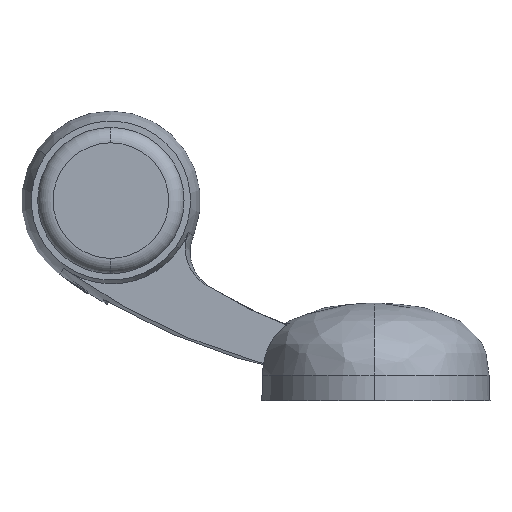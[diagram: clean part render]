
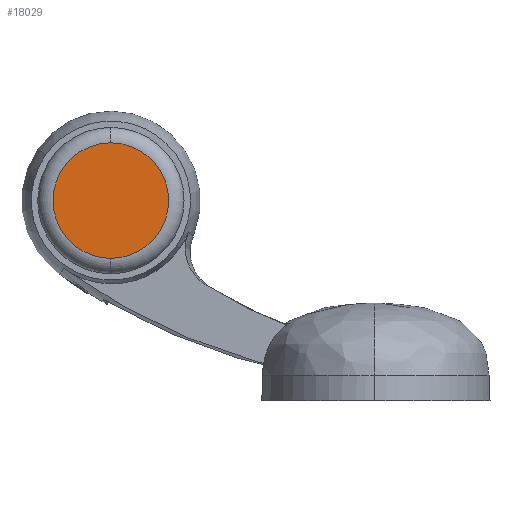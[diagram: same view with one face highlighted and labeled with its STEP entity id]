
A CAD part, left-side view. The second image highlights one B-rep face of the part: STEP entity #18029.
In plain terms, the highlighted planar face has unit normal (-1, 0, 0).
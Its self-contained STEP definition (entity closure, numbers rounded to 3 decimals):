
#450 = DIRECTION ( 'NONE',  ( 0., 0., -1. ) ) ;
#4452 = EDGE_CURVE ( 'NONE', #22776, #37697, #37657, .T. ) ;
#4909 = CARTESIAN_POINT ( 'NONE',  ( -136., 0., 0. ) ) ;
#6466 = FACE_OUTER_BOUND ( 'NONE', #39210, .T. ) ;
#8450 = CARTESIAN_POINT ( 'NONE',  ( -136., 0., 0. ) ) ;
#13040 = DIRECTION ( 'NONE',  ( 0., 0., -1. ) ) ;
#15044 = ORIENTED_EDGE ( 'NONE', *, *, #4452, .F. ) ;
#18029 = ADVANCED_FACE ( 'NONE', ( #6466 ), #38635, .T. ) ;
#18462 = AXIS2_PLACEMENT_3D ( 'NONE', #4909, #45231, #30193 ) ;
#19497 = DIRECTION ( 'NONE',  ( 1., 0., 0. ) ) ;
#22776 = VERTEX_POINT ( 'NONE', #32869 ) ;
#25568 = CIRCLE ( 'NONE', #18462, 11.25 ) ;
#27087 = EDGE_CURVE ( 'NONE', #37697, #22776, #25568, .T. ) ;
#27766 = CARTESIAN_POINT ( 'NONE',  ( -136., 0., 0. ) ) ;
#29857 = CARTESIAN_POINT ( 'NONE',  ( -136., 0., -11.25 ) ) ;
#30193 = DIRECTION ( 'NONE',  ( 0., 0., -1. ) ) ;
#32869 = CARTESIAN_POINT ( 'NONE',  ( -136., 0., 11.25 ) ) ;
#36578 = AXIS2_PLACEMENT_3D ( 'NONE', #27766, #38174, #13040 ) ;
#37657 = CIRCLE ( 'NONE', #38914, 11.25 ) ;
#37697 = VERTEX_POINT ( 'NONE', #29857 ) ;
#38174 = DIRECTION ( 'NONE',  ( -1., 0., 0. ) ) ;
#38635 = PLANE ( 'NONE',  #36578 ) ;
#38914 = AXIS2_PLACEMENT_3D ( 'NONE', #8450, #19497, #450 ) ;
#39210 = EDGE_LOOP ( 'NONE', ( #46698, #15044 ) ) ;
#45231 = DIRECTION ( 'NONE',  ( 1., 0., 0. ) ) ;
#46698 = ORIENTED_EDGE ( 'NONE', *, *, #27087, .F. ) ;
